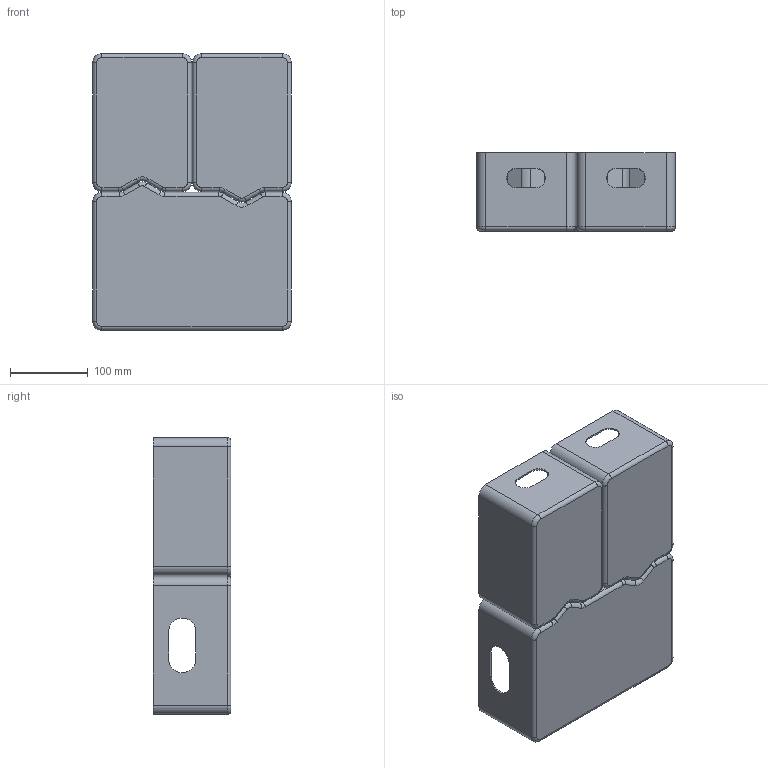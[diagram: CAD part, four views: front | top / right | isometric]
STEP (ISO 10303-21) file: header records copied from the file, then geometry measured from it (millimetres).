
FILE_DESCRIPTION((''),'2;1');
FILE_NAME('MODELE_3_BOXES_TRIANGLES','2023-06-08T10:26:08',('xchavre'),(''),'CREO PARAMETRIC BY PTC INC, 2021404','CREO PARAMETRIC BY PTC INC, 2021404','');
FILE_SCHEMA(('CONFIG_CONTROL_DESIGN'));
Length unit declared in the file: millimetre
Products named in the file (1): MODELE_3_BOXES_TRIANGLES
Bounding box: 255 x 100 x 355 mm (x, y, z)
Volume: 555143.9 mm3; surface area: 560242.1 mm2
Topology: 3 solids, 3 shells, 515 faces, 1342 edges, 862 vertices
Faces by surface type: plane 229, extrusion 126, cylinder 112, torus 48
Entity records: 16233 total; most frequent: CARTESIAN_POINT 3866, ORIENTED_EDGE 2684, DIRECTION 2236, EDGE_CURVE 1342, VECTOR 930, VERTEX_POINT 862, LINE 804, AXIS2_PLACEMENT_3D 653
